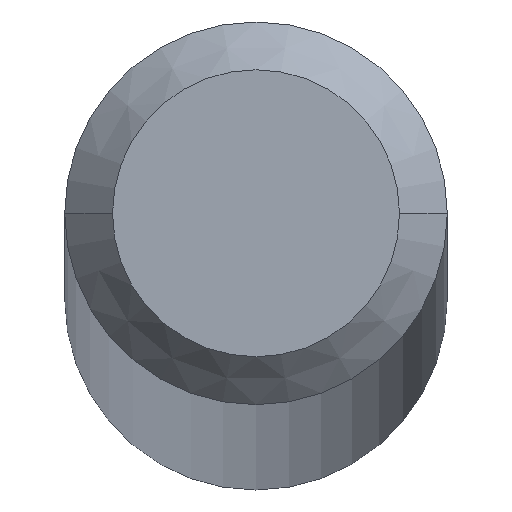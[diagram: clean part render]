
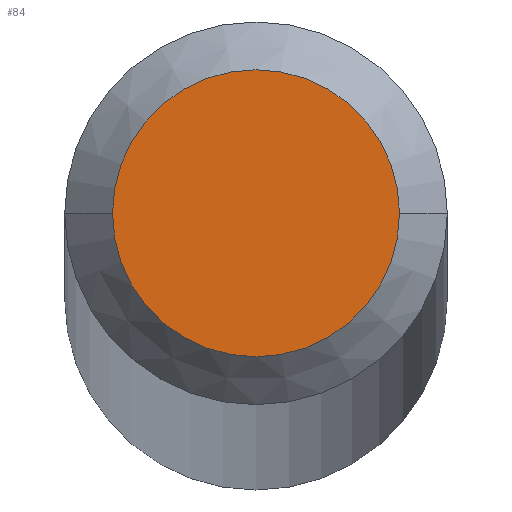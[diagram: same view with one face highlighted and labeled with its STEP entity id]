
A CAD part, top view. The second image highlights one B-rep face of the part: STEP entity #84.
In plain terms, the highlighted planar face has unit normal (0, 0, 1).
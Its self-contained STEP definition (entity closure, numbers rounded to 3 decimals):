
#23 = DIRECTION ( 'NONE',  ( 1., 0., 0. ) ) ;
#36 = CARTESIAN_POINT ( 'NONE',  ( 0., 0., 512. ) ) ;
#41 = FACE_OUTER_BOUND ( 'NONE', #58, .T. ) ;
#43 = DIRECTION ( 'NONE',  ( 0., 0., 1. ) ) ;
#48 = DIRECTION ( 'NONE',  ( 1., 0., 0. ) ) ;
#58 = EDGE_LOOP ( 'NONE', ( #83, #182 ) ) ;
#61 = CARTESIAN_POINT ( 'NONE',  ( -1.5, 0., 512. ) ) ;
#83 = ORIENTED_EDGE ( 'NONE', *, *, #211, .T. ) ;
#84 = ADVANCED_FACE ( 'NONE', ( #41 ), #191, .T. ) ;
#85 = CARTESIAN_POINT ( 'NONE',  ( 0., 0., 512. ) ) ;
#89 = DIRECTION ( 'NONE',  ( 0., 0., 1. ) ) ;
#94 = CARTESIAN_POINT ( 'NONE',  ( 0., 0., 512. ) ) ;
#104 = VERTEX_POINT ( 'NONE', #202 ) ;
#129 = VERTEX_POINT ( 'NONE', #61 ) ;
#139 = AXIS2_PLACEMENT_3D ( 'NONE', #36, #173, #48 ) ;
#141 = AXIS2_PLACEMENT_3D ( 'NONE', #85, #89, #195 ) ;
#165 = AXIS2_PLACEMENT_3D ( 'NONE', #94, #43, #23 ) ;
#173 = DIRECTION ( 'NONE',  ( 0., 0., 1. ) ) ;
#182 = ORIENTED_EDGE ( 'NONE', *, *, #210, .T. ) ;
#191 = PLANE ( 'NONE',  #165 ) ;
#195 = DIRECTION ( 'NONE',  ( 1., 0., 0. ) ) ;
#202 = CARTESIAN_POINT ( 'NONE',  ( 1.5, 0., 512. ) ) ;
#210 = EDGE_CURVE ( 'NONE', #104, #129, #240, .T. ) ;
#211 = EDGE_CURVE ( 'NONE', #129, #104, #226, .T. ) ;
#226 = CIRCLE ( 'NONE', #139, 1.5 ) ;
#240 = CIRCLE ( 'NONE', #141, 1.5 ) ;
